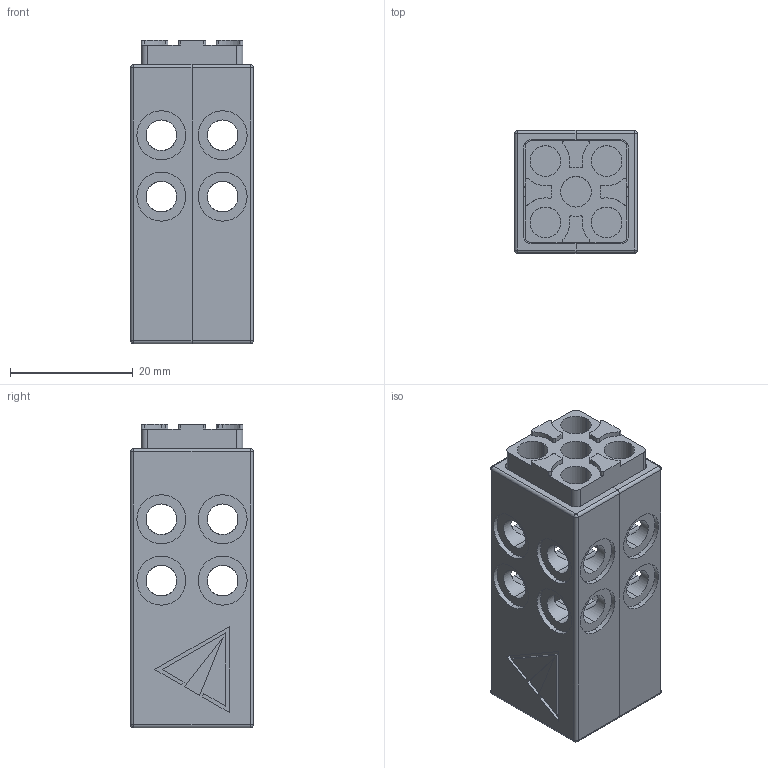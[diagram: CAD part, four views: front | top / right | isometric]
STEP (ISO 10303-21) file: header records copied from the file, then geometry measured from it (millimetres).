
FILE_DESCRIPTION (( 'STEP AP214' ), '1' );
FILE_NAME ('button mockup.STEP', '2024-06-13T09:09:55', ( '' ), ( '' ), 'SwSTEP 2.0', 'SolidWorks 2021', '' );
FILE_SCHEMA (( 'AUTOMOTIVE_DESIGN' ));
Length unit declared in the file: millimetre
Products named in the file (1): button mockup
Bounding box: 20 x 20 x 49.5 mm (x, y, z)
Volume: 9782.6 mm3; surface area: 14223.4 mm2
Topology: 5 solids, 5 shells, 450 faces, 1167 edges, 728 vertices
Faces by surface type: plane 219, cylinder 203, cone 10, bspline 10, sphere 8
Entity records: 15091 total; most frequent: CARTESIAN_POINT 3870, DIRECTION 2329, ORIENTED_EDGE 2318, EDGE_CURVE 1159, AXIS2_PLACEMENT_3D 785, LINE 759, VECTOR 759, VERTEX_POINT 728
